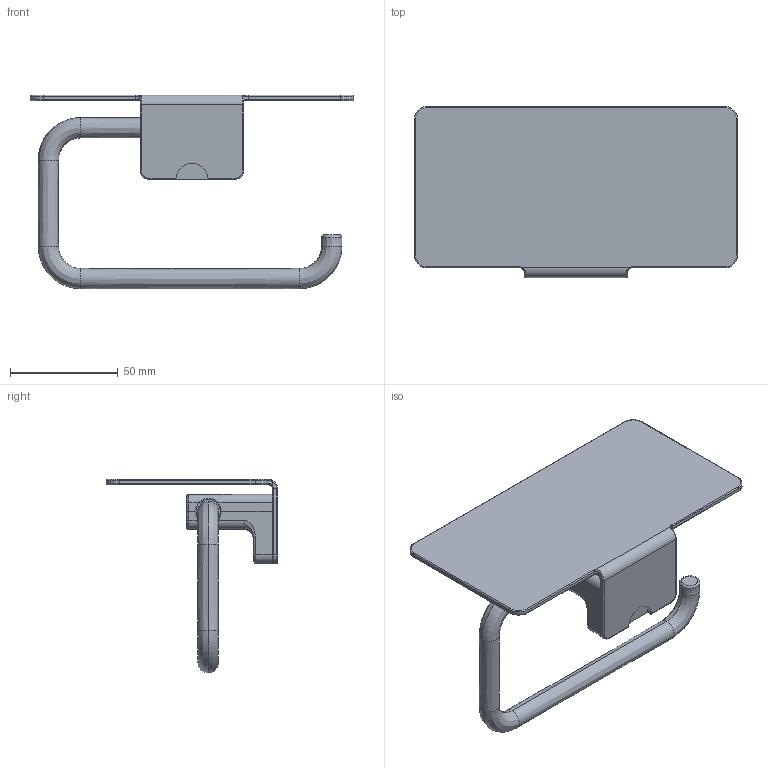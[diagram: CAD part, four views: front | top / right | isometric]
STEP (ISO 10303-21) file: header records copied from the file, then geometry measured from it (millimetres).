
FILE_DESCRIPTION(('CAx-IF Rec.Pracs.---Model Styling and Organization---1.2---2011-12-15','CAx-IF Rec.Pracs.---Geometric and Assembly Validation Properties---4.1---2014-06-16','CAx-IF Rec.Pracs.---PMI Polyline Presentation---2.0---2013-05-24'),'2;1');
FILE_NAME('1000133174_PPA_000.stp','2020-03-10T06:42:47+01:00',(''),(''),'STEP Interface 4.3 by CT CoreTechnologie','3D_Evolution4.3 by CT CoreTechnologie','');
FILE_SCHEMA(('AP203_CONFIGURATION_CONTROLLED_3D_DESIGN_OF_MECHANICAL_PARTS_AND_ASSEMBLIES_MIM_LF'));
Length unit declared in the file: millimetre
Products named in the file (1): P_2 HG AddStoris Papierrollenh.m.Ablage 1000133174_PPA_000_A1
Bounding box: 150 x 79.5 x 89.86 mm (x, y, z)
Volume: 87090.7 mm3; surface area: 40117 mm2
Topology: 1 solids, 1 shells, 159 faces, 359 edges, 208 vertices
Faces by surface type: bspline 71, cylinder 50, plane 38
Entity records: 9003 total; most frequent: CARTESIAN_POINT 3886, DIRECTION 718, ORIENTED_EDGE 718, EDGE_CURVE 359, AXIS2_PLACEMENT_3D 286, VERTEX_POINT 208, CIRCLE 197, EDGE_LOOP 165
